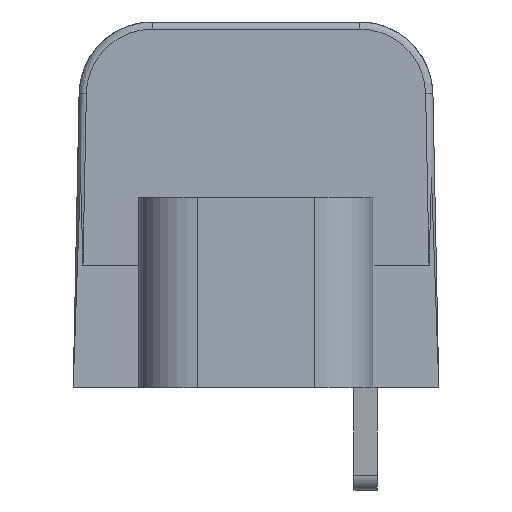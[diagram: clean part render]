
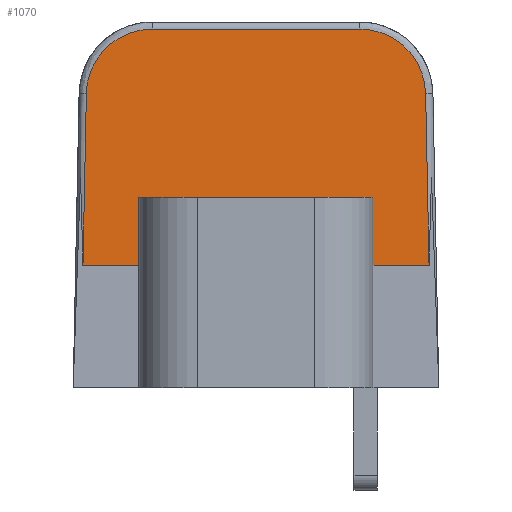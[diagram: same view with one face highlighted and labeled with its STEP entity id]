
A CAD part, left-side view. The second image highlights one B-rep face of the part: STEP entity #1070.
In plain terms, the highlighted face is planar.
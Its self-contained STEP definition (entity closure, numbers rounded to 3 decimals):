
#589 = EDGE_CURVE('',#590,#592,#594,.T.);
#590 = VERTEX_POINT('',#591);
#591 = CARTESIAN_POINT('',(17.33,6.604,-4.064));
#592 = VERTEX_POINT('',#593);
#593 = CARTESIAN_POINT('',(17.33,6.604,4.064));
#594 = LINE('',#595,#596);
#595 = CARTESIAN_POINT('',(17.33,6.604,-4.064));
#596 = VECTOR('',#597,1.);
#597 = DIRECTION('',(0.,0.,1.));
#1070 = ADVANCED_FACE('',(#1071),#1176,.T.);
#1071 = FACE_BOUND('',#1072,.F.);
#1072 = EDGE_LOOP('',(#1073,#1083,#1107,#1115,#1139,#1147,#1155,#1161,
    #1162,#1170));
#1073 = ORIENTED_EDGE('',*,*,#1074,.F.);
#1074 = EDGE_CURVE('',#1075,#1077,#1079,.T.);
#1075 = VERTEX_POINT('',#1076);
#1076 = CARTESIAN_POINT('',(17.258,10.211,
    5.892));
#1077 = VERTEX_POINT('',#1078);
#1078 = CARTESIAN_POINT('',(17.377,4.256,
    6.011));
#1079 = LINE('',#1080,#1081);
#1080 = CARTESIAN_POINT('',(17.258,10.211,
    5.892));
#1081 = VECTOR('',#1082,1.);
#1082 = DIRECTION('',(0.02,-1.,
    0.02));
#1083 = ORIENTED_EDGE('',*,*,#1084,.F.);
#1084 = EDGE_CURVE('',#1085,#1075,#1087,.T.);
#1085 = VERTEX_POINT('',#1086);
#1086 = CARTESIAN_POINT('',(17.213,12.451,
    3.606));
#1087 = B_SPLINE_CURVE_WITH_KNOTS('',3,(#1088,#1089,#1090,#1091,#1092,
    #1093,#1094,#1095,#1096,#1097,#1098,#1099,#1100,#1101,#1102,#1103,
    #1104,#1105,#1106),.UNSPECIFIED.,.F.,.F.,(4,1,1,1,1,1,1,1,1,1,1,1,1,
    1,1,1,4),(0.,0.063,0.125,0.188,0.25,0.313,0.375,0.438,0.5,
    0.563,0.625,0.688,0.75,0.813,0.875,0.938,1.),
  .QUASI_UNIFORM_KNOTS.);
#1088 = CARTESIAN_POINT('',(17.213,12.451,
    3.606));
#1089 = CARTESIAN_POINT('',(17.213,12.451,
    3.68));
#1090 = CARTESIAN_POINT('',(17.214,12.444,
    3.828));
#1091 = CARTESIAN_POINT('',(17.214,12.412,
    4.047));
#1092 = CARTESIAN_POINT('',(17.215,12.359,
    4.263));
#1093 = CARTESIAN_POINT('',(17.217,12.285,
    4.472));
#1094 = CARTESIAN_POINT('',(17.219,12.191,
    4.673));
#1095 = CARTESIAN_POINT('',(17.221,12.078,
    4.864));
#1096 = CARTESIAN_POINT('',(17.224,11.948,
    5.043));
#1097 = CARTESIAN_POINT('',(17.226,11.8,
    5.209));
#1098 = CARTESIAN_POINT('',(17.23,11.637,
    5.36));
#1099 = CARTESIAN_POINT('',(17.233,11.461,
    5.494));
#1100 = CARTESIAN_POINT('',(17.237,11.272,
    5.61));
#1101 = CARTESIAN_POINT('',(17.241,11.073,
    5.708));
#1102 = CARTESIAN_POINT('',(17.245,10.865,
    5.786));
#1103 = CARTESIAN_POINT('',(17.249,10.651,
    5.844));
#1104 = CARTESIAN_POINT('',(17.254,10.432,
    5.88));
#1105 = CARTESIAN_POINT('',(17.257,10.285,
    5.89));
#1106 = CARTESIAN_POINT('',(17.258,10.211,
    5.892));
#1107 = ORIENTED_EDGE('',*,*,#1108,.T.);
#1108 = EDGE_CURVE('',#1085,#1109,#1111,.T.);
#1109 = VERTEX_POINT('',#1110);
#1110 = CARTESIAN_POINT('',(17.213,12.451,
    -3.606));
#1111 = LINE('',#1112,#1113);
#1112 = CARTESIAN_POINT('',(17.213,12.451,
    3.606));
#1113 = VECTOR('',#1114,1.);
#1114 = DIRECTION('',(0.,0.,-1.));
#1115 = ORIENTED_EDGE('',*,*,#1116,.F.);
#1116 = EDGE_CURVE('',#1117,#1109,#1119,.T.);
#1117 = VERTEX_POINT('',#1118);
#1118 = CARTESIAN_POINT('',(17.258,10.211,
    -5.892));
#1119 = B_SPLINE_CURVE_WITH_KNOTS('',3,(#1120,#1121,#1122,#1123,#1124,
    #1125,#1126,#1127,#1128,#1129,#1130,#1131,#1132,#1133,#1134,#1135,
    #1136,#1137,#1138),.UNSPECIFIED.,.F.,.F.,(4,1,1,1,1,1,1,1,1,1,1,1,1,
    1,1,1,4),(0.,0.063,0.125,0.188,0.25,0.313,0.375,0.438,0.5,
    0.563,0.625,0.688,0.75,0.813,0.875,0.938,1.),
  .QUASI_UNIFORM_KNOTS.);
#1120 = CARTESIAN_POINT('',(17.258,10.211,
    -5.892));
#1121 = CARTESIAN_POINT('',(17.257,10.285,
    -5.89));
#1122 = CARTESIAN_POINT('',(17.254,10.432,
    -5.88));
#1123 = CARTESIAN_POINT('',(17.249,10.651,
    -5.844));
#1124 = CARTESIAN_POINT('',(17.245,10.865,
    -5.786));
#1125 = CARTESIAN_POINT('',(17.241,11.073,
    -5.708));
#1126 = CARTESIAN_POINT('',(17.237,11.272,
    -5.61));
#1127 = CARTESIAN_POINT('',(17.233,11.461,
    -5.494));
#1128 = CARTESIAN_POINT('',(17.23,11.637,
    -5.36));
#1129 = CARTESIAN_POINT('',(17.226,11.8,
    -5.209));
#1130 = CARTESIAN_POINT('',(17.224,11.948,
    -5.043));
#1131 = CARTESIAN_POINT('',(17.221,12.078,
    -4.864));
#1132 = CARTESIAN_POINT('',(17.219,12.191,
    -4.673));
#1133 = CARTESIAN_POINT('',(17.217,12.285,
    -4.472));
#1134 = CARTESIAN_POINT('',(17.215,12.359,
    -4.263));
#1135 = CARTESIAN_POINT('',(17.214,12.412,
    -4.047));
#1136 = CARTESIAN_POINT('',(17.214,12.444,
    -3.828));
#1137 = CARTESIAN_POINT('',(17.213,12.451,
    -3.68));
#1138 = CARTESIAN_POINT('',(17.213,12.451,
    -3.606));
#1139 = ORIENTED_EDGE('',*,*,#1140,.T.);
#1140 = EDGE_CURVE('',#1117,#1141,#1143,.T.);
#1141 = VERTEX_POINT('',#1142);
#1142 = CARTESIAN_POINT('',(17.377,4.256,
    -6.011));
#1143 = LINE('',#1144,#1145);
#1144 = CARTESIAN_POINT('',(17.258,10.211,
    -5.892));
#1145 = VECTOR('',#1146,1.);
#1146 = DIRECTION('',(0.02,-1.,
    -0.02));
#1147 = ORIENTED_EDGE('',*,*,#1148,.F.);
#1148 = EDGE_CURVE('',#1149,#1141,#1151,.T.);
#1149 = VERTEX_POINT('',#1150);
#1150 = CARTESIAN_POINT('',(17.377,4.256,-4.064));
#1151 = LINE('',#1152,#1153);
#1152 = CARTESIAN_POINT('',(17.377,4.256,-4.064));
#1153 = VECTOR('',#1154,1.);
#1154 = DIRECTION('',(0.,0.,-1.));
#1155 = ORIENTED_EDGE('',*,*,#1156,.F.);
#1156 = EDGE_CURVE('',#590,#1149,#1157,.T.);
#1157 = LINE('',#1158,#1159);
#1158 = CARTESIAN_POINT('',(17.33,6.604,-4.064));
#1159 = VECTOR('',#1160,1.);
#1160 = DIRECTION('',(0.02,-1.,0.));
#1161 = ORIENTED_EDGE('',*,*,#589,.T.);
#1162 = ORIENTED_EDGE('',*,*,#1163,.T.);
#1163 = EDGE_CURVE('',#592,#1164,#1166,.T.);
#1164 = VERTEX_POINT('',#1165);
#1165 = CARTESIAN_POINT('',(17.377,4.256,4.064));
#1166 = LINE('',#1167,#1168);
#1167 = CARTESIAN_POINT('',(17.33,6.604,4.064));
#1168 = VECTOR('',#1169,1.);
#1169 = DIRECTION('',(0.02,-1.,0.));
#1170 = ORIENTED_EDGE('',*,*,#1171,.T.);
#1171 = EDGE_CURVE('',#1164,#1077,#1172,.T.);
#1172 = LINE('',#1173,#1174);
#1173 = CARTESIAN_POINT('',(17.377,4.256,4.064));
#1174 = VECTOR('',#1175,1.);
#1175 = DIRECTION('',(0.,0.,1.));
#1176 = PLANE('',#1177);
#1177 = AXIS2_PLACEMENT_3D('',#1178,#1179,#1180);
#1178 = CARTESIAN_POINT('',(17.336,6.35,0.));
#1179 = DIRECTION('',(1.,0.02,0.));
#1180 = DIRECTION('',(0.,0.,-1.));
